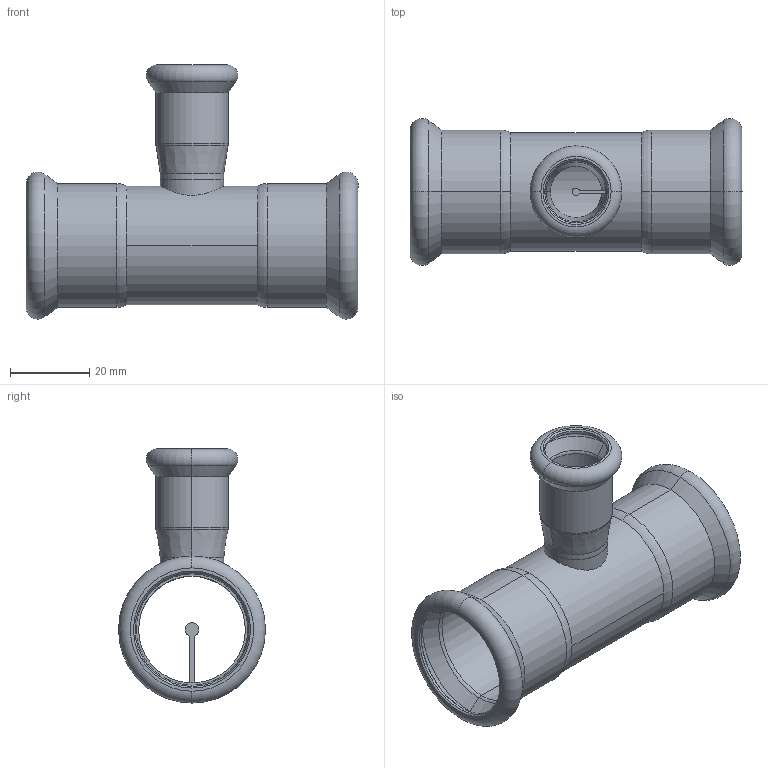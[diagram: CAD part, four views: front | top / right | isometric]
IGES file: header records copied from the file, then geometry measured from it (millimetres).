
Global section: file name: No Iges File Name specified; native system: Autodesk Inventor 2011; preprocessor: AutoDesk Inventor Iges Exporter R2011; author: bruh; date: 20110606.143405; units: millimetre
Bounding box: 84 x 37.19 x 64.3 mm (x, y, z)
Volume: 15388.3 mm3; surface area: 20683.9 mm2
Topology: 1 solids, 1 shells, 104 faces, 228 edges, 133 vertices
Faces by surface type: revolution 36, plane 19, torus 18, cylinder 15, cone 8, bspline 8
